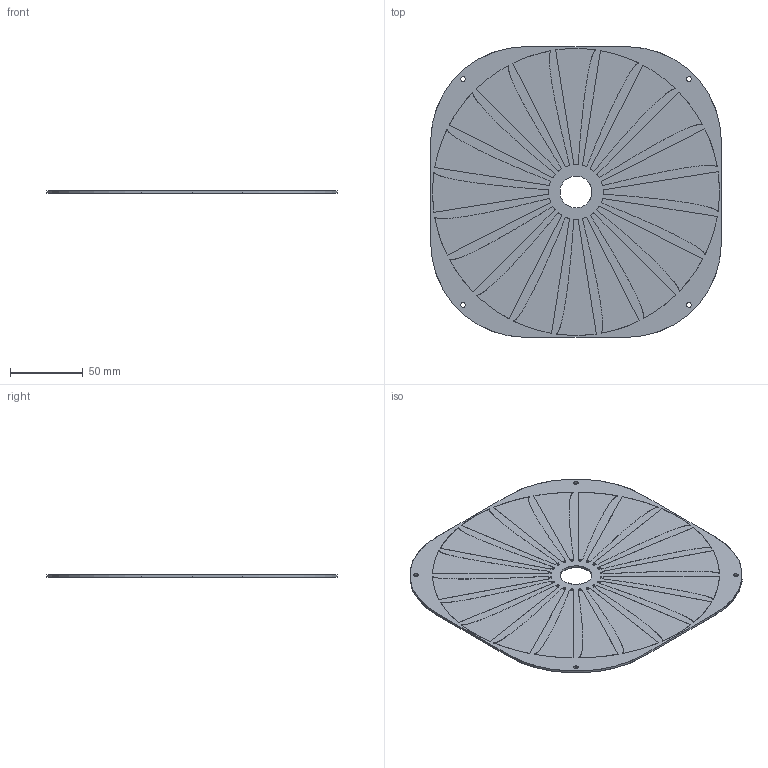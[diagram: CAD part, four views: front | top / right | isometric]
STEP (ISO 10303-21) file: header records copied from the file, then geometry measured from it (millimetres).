
FILE_DESCRIPTION(('KiCad electronic assembly'),'2;1');
FILE_NAME('Stator.step','2026-01-11T13:47:41',('Pcbnew'),('Kicad'), 'Open CASCADE STEP processor 7.9','KiCad to STEP converter','Unknown' );
FILE_SCHEMA(('AUTOMOTIVE_DESIGN { 1 0 10303 214 1 1 1 1 }'));
Length unit declared in the file: millimetre
Products named in the file (6): Stator 1; Stator_copper; Stator_via; Stator_soldermask; Stator_PCB
Assembly tree (5 placements, depth 2):
  Stator 1
    Stator_copper
    Stator_via
    Stator_soldermask
    Stator_soldermask
    Stator_PCB
Bounding box: 200 x 200 x 1.61 mm (x, y, z)
Volume: 55068 mm3; surface area: 167372.4 mm2
Topology: 43 solids, 47 shells, 1586 faces, 5723 edges, 4227 vertices
Faces by surface type: plane 1249, cylinder 337
Full cylindrical faces by diameter (mm): 0.7 x20, 0.725 x40, 0.75 x20, 3.2 x4, 22 x1, 25.809 x1
Entity records: 61745 total; most frequent: CARTESIAN_POINT 11542, ORIENTED_EDGE 10211, DIRECTION 9807, EDGE_CURVE 5723, LINE 4823, VECTOR 4823, VERTEX_POINT 4227, AXIS2_PLACEMENT_3D 2492
